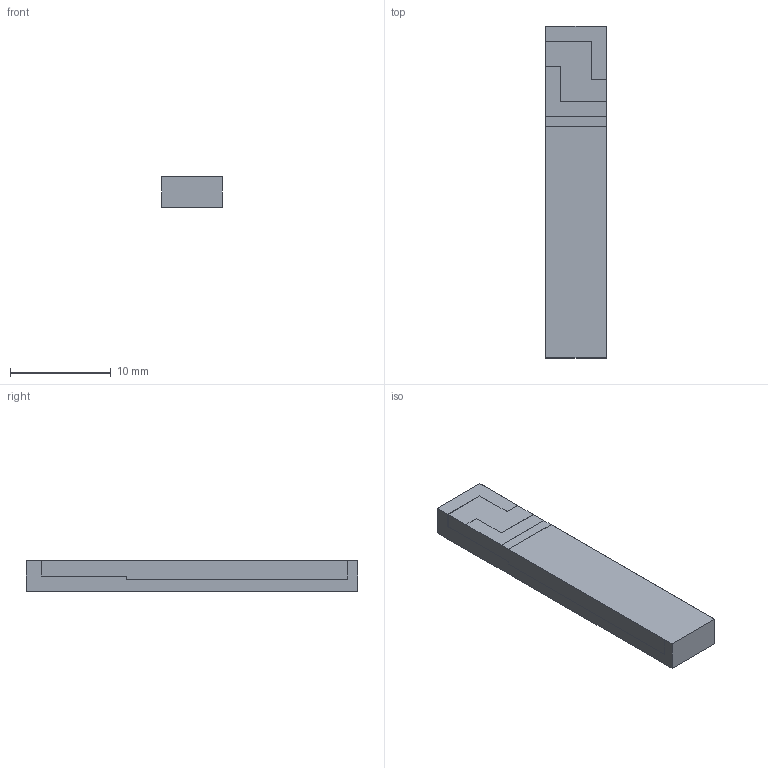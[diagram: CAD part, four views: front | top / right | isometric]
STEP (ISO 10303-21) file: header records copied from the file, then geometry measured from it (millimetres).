
FILE_DESCRIPTION((''),'2;1');
FILE_NAME('2047740001','2017-09-28T',('ksrinivasara'),(''),'PRO/ENGINEER BY PARAMETRIC TECHNOLOGY CORPORATION, 2012310','PRO/ENGINEER BY PARAMETRIC TECHNOLOGY CORPORATION, 2012310','');
FILE_SCHEMA(('CONFIG_CONTROL_DESIGN'));
Length unit declared in the file: millimetre
Products named in the file (1): 2047740001
Bounding box: 6 x 33 x 3 mm (x, y, z)
Volume: 591.6 mm3; surface area: 630 mm2
Topology: 1 solids, 1 shells, 45 faces, 123 edges, 80 vertices
Faces by surface type: plane 45
Entity records: 1431 total; most frequent: CARTESIAN_POINT 249, ORIENTED_EDGE 246, DIRECTION 215, VECTOR 123, LINE 123, EDGE_CURVE 123, VERTEX_POINT 80, AXIS2_PLACEMENT_3D 46
